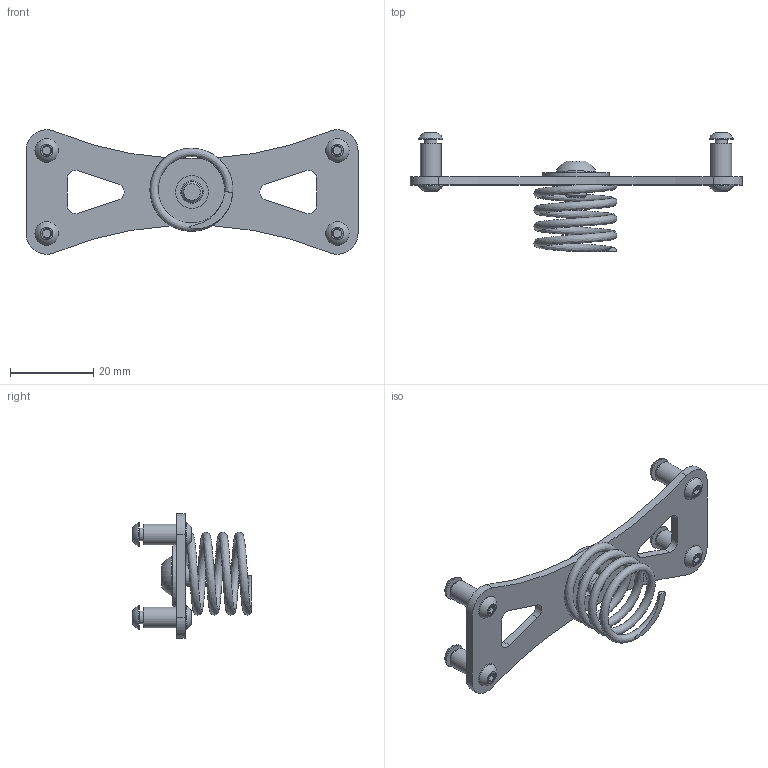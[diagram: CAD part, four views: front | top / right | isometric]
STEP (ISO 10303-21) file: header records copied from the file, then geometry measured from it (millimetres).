
FILE_DESCRIPTION(/* description */ (''),/* implementation_level */ '2;1');
FILE_NAME(/* name */ '连杆钣金 v10.step',/* time_stamp */ '2022-06-29T16:20:43+08:00',/* author */ (''),/* organization */ (''),/* preprocessor_version */ 'ST-DEVELOPER v19',/* originating_system */ 'Autodesk Translation Framework v11.7.0.108',/* authorisation */ '');
FILE_SCHEMA (('AUTOMOTIVE_DESIGN { 1 0 10303 214 3 1 1 }'));
Length unit declared in the file: millimetre
Products named in the file (6): 连杆钣金; m3d5_10; M3x4 BHCS; M8D垫片; M5x6 BHCS; 4圈线径2外径20弹簧
Assembly tree (15 placements, depth 2):
  连杆钣金
    m3d5_10  x4
    M3x4 BHCS  x8
    M8D垫片
    M5x6 BHCS
    4圈线径2外径20弹簧
Bounding box: 80 x 28.65 x 29.98 mm (x, y, z)
Volume: 4927.5 mm3; surface area: 7588.9 mm2
Topology: 16 solids, 16 shells, 233 faces, 419 edges, 244 vertices
Faces by surface type: plane 119, cone 58, cylinder 45, sphere 9, torus 1, bspline 1
Full cylindrical faces by diameter (mm): 2.529 x4, 3 x8, 5 x9, 5.7 x8, 8 x2, 9.5 x1, 16 x1
Entity records: 3123 total; most frequent: CARTESIAN_POINT 1062, DIRECTION 432, ORIENTED_EDGE 338, AXIS2_PLACEMENT_3D 171, EDGE_CURVE 169, VERTEX_POINT 106, EDGE_LOOP 105, LINE 90
